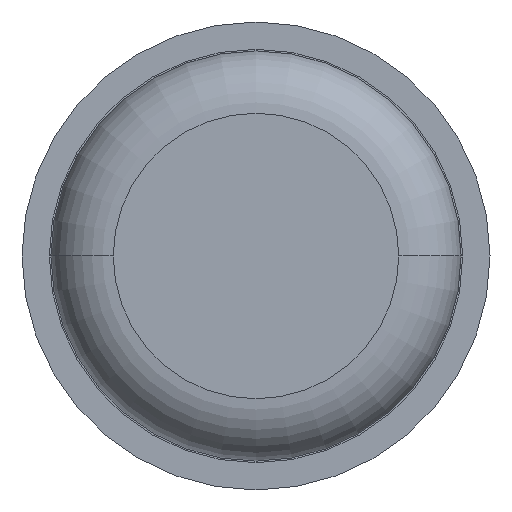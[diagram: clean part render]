
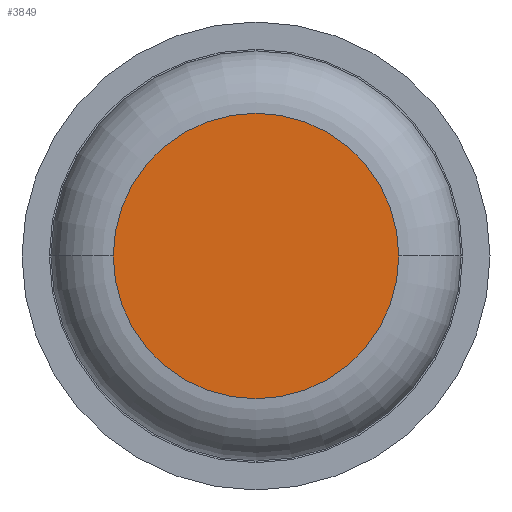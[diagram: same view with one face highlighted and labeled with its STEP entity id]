
A CAD part, front view. The second image highlights one B-rep face of the part: STEP entity #3849.
In plain terms, the highlighted planar face has unit normal (0, -1, 0).
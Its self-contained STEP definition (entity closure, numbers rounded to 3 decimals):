
#179 = DIRECTION ( 'NONE',  ( -1., 0., 0. ) ) ;
#226 = AXIS2_PLACEMENT_3D ( 'NONE', #2756, #693, #713 ) ;
#241 = VERTEX_POINT ( 'NONE', #2690 ) ;
#337 = PLANE ( 'NONE',  #226 ) ;
#693 = DIRECTION ( 'NONE',  ( 0., 1., 0. ) ) ;
#713 = DIRECTION ( 'NONE',  ( -1., 0., 0. ) ) ;
#840 = AXIS2_PLACEMENT_3D ( 'NONE', #4276, #3300, #179 ) ;
#1911 = CIRCLE ( 'NONE', #840, 0.915 ) ;
#2033 = DIRECTION ( 'NONE',  ( -1., 0., 0. ) ) ;
#2035 = EDGE_LOOP ( 'NONE', ( #4257, #4370 ) ) ;
#2259 = EDGE_CURVE ( 'Defeature ausgef�hrt1_6+Defeature ausgef�hrt1_7+Defeature ausgef�hrt1_7+Defeature ausgef�hrt1_7', #4430, #241, #1911, .T. ) ;
#2373 = CARTESIAN_POINT ( 'NONE',  ( -0.915, 0., 0. ) ) ;
#2690 = CARTESIAN_POINT ( 'NONE',  ( 0.915, 0., 0. ) ) ;
#2756 = CARTESIAN_POINT ( 'NONE',  ( 0., 0., 0. ) ) ;
#2928 = AXIS2_PLACEMENT_3D ( 'NONE', #3788, #4124, #2033 ) ;
#2977 = FACE_OUTER_BOUND ( 'NONE', #2035, .T. ) ;
#3300 = DIRECTION ( 'NONE',  ( 0., -1., 0. ) ) ;
#3417 = EDGE_CURVE ( 'Defeature ausgef�hrt1_6+Defeature ausgef�hrt1_7+Defeature ausgef�hrt1_7+Defeature ausgef�hrt1_7', #241, #4430, #3448, .T. ) ;
#3448 = CIRCLE ( 'NONE', #2928, 0.915 ) ;
#3788 = CARTESIAN_POINT ( 'NONE',  ( 0., 0., 0. ) ) ;
#3849 = ADVANCED_FACE ( 'Defeature ausgef�hrt1_6', ( #2977 ), #337, .F. ) ;
#4124 = DIRECTION ( 'NONE',  ( 0., -1., 0. ) ) ;
#4257 = ORIENTED_EDGE ( 'NONE', *, *, #2259, .T. ) ;
#4276 = CARTESIAN_POINT ( 'NONE',  ( 0., 0., 0. ) ) ;
#4370 = ORIENTED_EDGE ( 'NONE', *, *, #3417, .T. ) ;
#4430 = VERTEX_POINT ( 'NONE', #2373 ) ;
